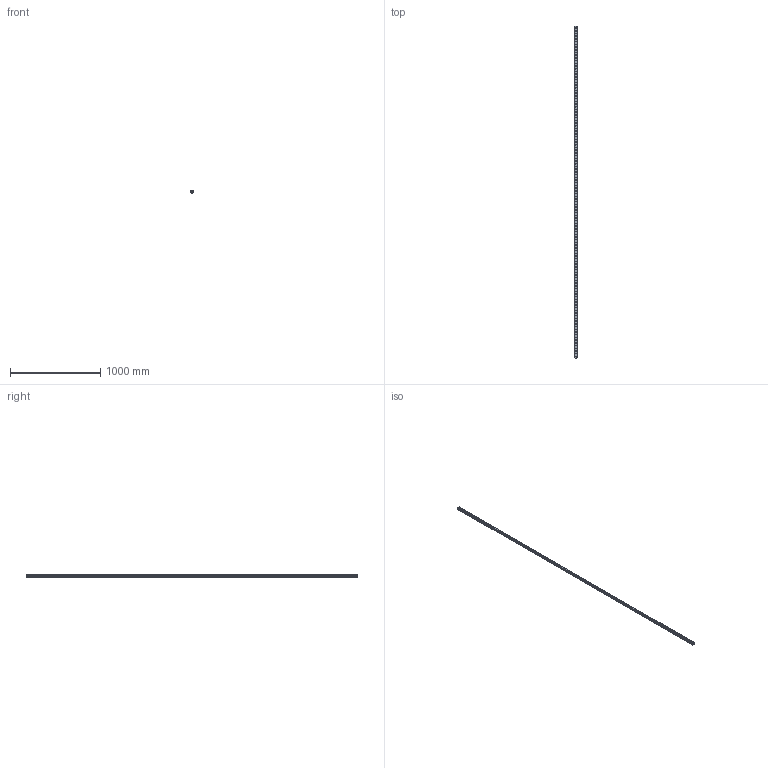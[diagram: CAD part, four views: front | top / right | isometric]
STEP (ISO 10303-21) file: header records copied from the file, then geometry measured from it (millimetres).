
FILE_DESCRIPTION(('STEP AP214'),'1');
FILE_NAME('cctmp_DCEBCC57-AD4C-4CEE-A119-BBF3BF8807AD_2021_03_11_10_45_07_0515..stp','2021-03-11T09:45:08',('HIWIN GmbH'),('CADClick - www.CADClick.com'),'Spatial InterOp 3D',' ','unknown authorization');
FILE_SCHEMA(('AUTOMOTIVE_DESIGN'));
Length unit declared in the file: millimetre
Products named in the file (1): RGR25R3670H_FILE
Bounding box: 23 x 3670 x 23.6 mm (x, y, z)
Volume: 1472180.5 mm3; surface area: 454978.6 mm2
Topology: 1 solids, 1 shells, 1215 faces, 2529 edges, 1686 vertices
Faces by surface type: cylinder 750, plane 465
Entity records: 42787 total; most frequent: DIRECTION 6461, CARTESIAN_POINT 5431, ORIENTED_EDGE 5058, AXIS2_PLACEMENT_3D 2716, EDGE_CURVE 2529, VERTEX_POINT 1686, EDGE_LOOP 1585, CIRCLE 1500
